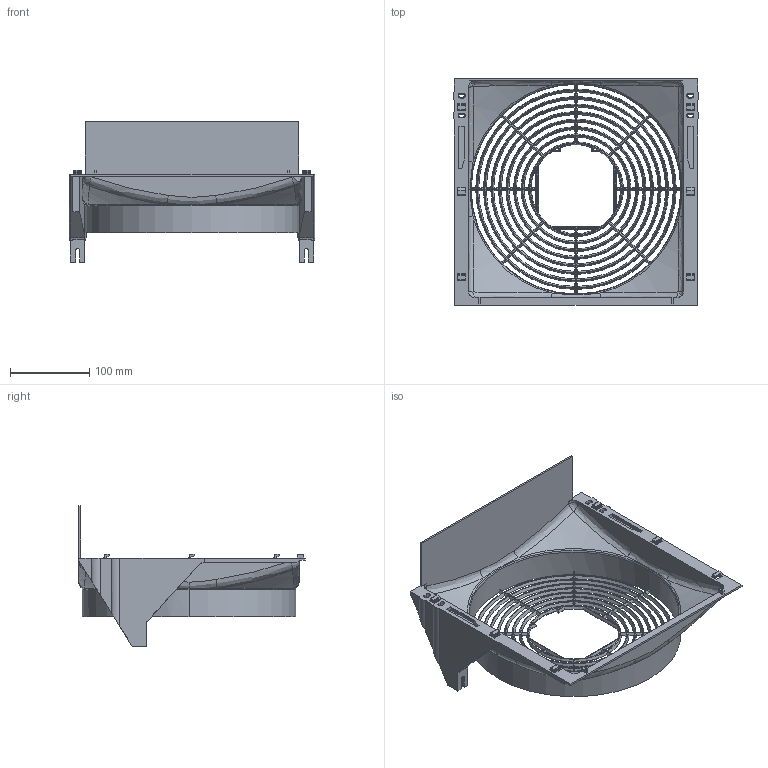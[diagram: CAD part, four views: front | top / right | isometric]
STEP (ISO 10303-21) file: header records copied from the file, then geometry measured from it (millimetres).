
FILE_DESCRIPTION((''),'2;1');
FILE_NAME('118U0404','2019-12-19T',('U371994'),('DANFOSS COMMERCIAL COMPRESSOR'),'CREO PARAMETRIC BY PTC INC, 2015480','CREO PARAMETRIC BY PTC INC, 2015480','');
FILE_SCHEMA(('CONFIG_CONTROL_DESIGN'));
Length unit declared in the file: millimetre
Products named in the file (1): 118U0404
Bounding box: 309.6 x 285.5 x 176.95 mm (x, y, z)
Volume: 488984.6 mm3; surface area: 335173.8 mm2
Topology: 1 solids, 1 shells, 862 faces, 2445 edges, 1526 vertices
Faces by surface type: plane 419, cylinder 193, cone 146, torus 62, bspline 35, revolution 7
Entity records: 31134 total; most frequent: CARTESIAN_POINT 9754, ORIENTED_EDGE 4890, DIRECTION 3879, EDGE_CURVE 2445, VERTEX_POINT 1526, AXIS2_PLACEMENT_3D 1375, VECTOR 1122, LINE 1122
